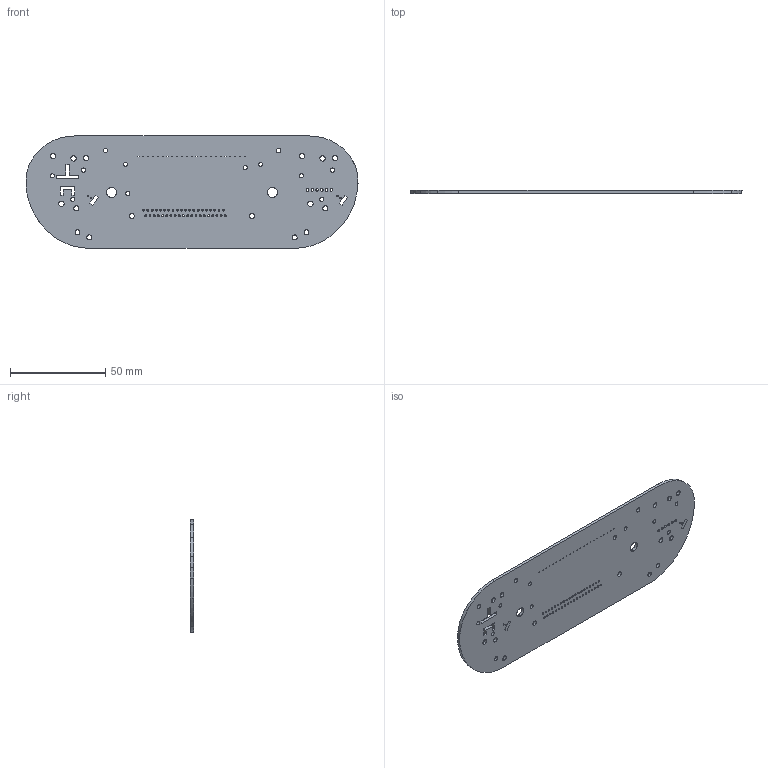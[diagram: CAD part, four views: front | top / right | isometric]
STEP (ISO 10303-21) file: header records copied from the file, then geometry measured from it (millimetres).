
FILE_DESCRIPTION (( 'STEP AP203' ), '1' );
FILE_NAME ('2.STEP', '2023-05-20T13:59:06', ( '' ), ( '' ), 'SwSTEP 2.0', 'SolidWorks 2019', '' );
FILE_SCHEMA (( 'CONFIG_CONTROL_DESIGN' ));
Length unit declared in the file: millimetre
Products named in the file (5): SP100 +diffuser-1402-02-18(2)^SP100 +diffuser-1402-02-18; 2; ^Copy (2) of __SP100 +diffuser-1402-02-18(2)_SP100 +diffuser-1402-02-18; ^SP100 +diffuser-1402-02-18(2)_SP100 +diffuser-1402-02-18; Copy (2) of ^_SP100 +diffuser-1402-02-18(2)_SP100 +diffuser-1402-02-18
Assembly tree (4 placements, depth 5):
  2
    SP100 +diffuser-1402-02-18(2)^SP100 +diffuser-1402-02-18
      ^SP100 +diffuser-1402-02-18(2)_SP100 +diffuser-1402-02-18
        Copy (2) of ^_SP100 +diffuser-1402-02-18(2)_SP100 +diffuser-1402-02-18
          ^Copy (2) of __SP100 +diffuser-1402-02-18(2)_SP100 +diffuser-1402-02-18
Bounding box: 174.67 x 1.6 x 59 mm (x, y, z)
Volume: 14784.2 mm3; surface area: 20026.2 mm2
Topology: 1 solids, 1 shells, 302 faces, 901 edges, 601 vertices
Faces by surface type: cylinder 157, plane 120, bspline 16, cone 9
Entity records: 11605 total; most frequent: CARTESIAN_POINT 2411, ORIENTED_EDGE 1802, DIRECTION 1736, EDGE_CURVE 901, AXIS2_PLACEMENT_3D 622, VERTEX_POINT 601, EDGE_LOOP 516, VECTOR 492
